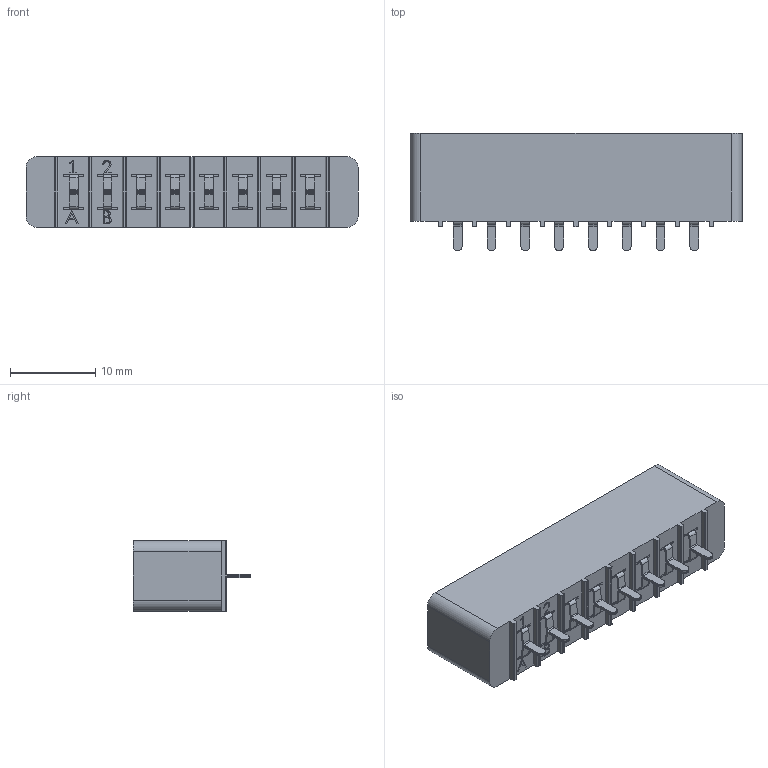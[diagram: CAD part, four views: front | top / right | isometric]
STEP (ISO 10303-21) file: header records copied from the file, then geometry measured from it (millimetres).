
FILE_DESCRIPTION (( 'STEP AP203' ), '1' );
FILE_NAME ('_ _M08DSXN.step', '2018-06-28T06:43:35', ( 'LUANN HERRING' ), ( 'SULLINS' ), 'SwSTEP 2.0', 'SolidWorks 2016', '' );
FILE_SCHEMA (( 'CONFIG_CONTROL_DESIGN' ));
Length unit declared in the file: inch
Products named in the file (2): _ _M08DSXN
Bounding box: 38.91 x 13.74 x 8.26 mm (x, y, z)
Volume: 2402.8 mm3; surface area: 4854.8 mm2
Topology: 33 solids, 33 shells, 1196 faces, 3478 edges, 2308 vertices
Faces by surface type: plane 786, cylinder 394, bspline 16
Entity records: 40715 total; most frequent: CARTESIAN_POINT 8344, ORIENTED_EDGE 6956, DIRECTION 6534, EDGE_CURVE 3478, VECTOR 2594, LINE 2594, VERTEX_POINT 2308, AXIS2_PLACEMENT_3D 1970
